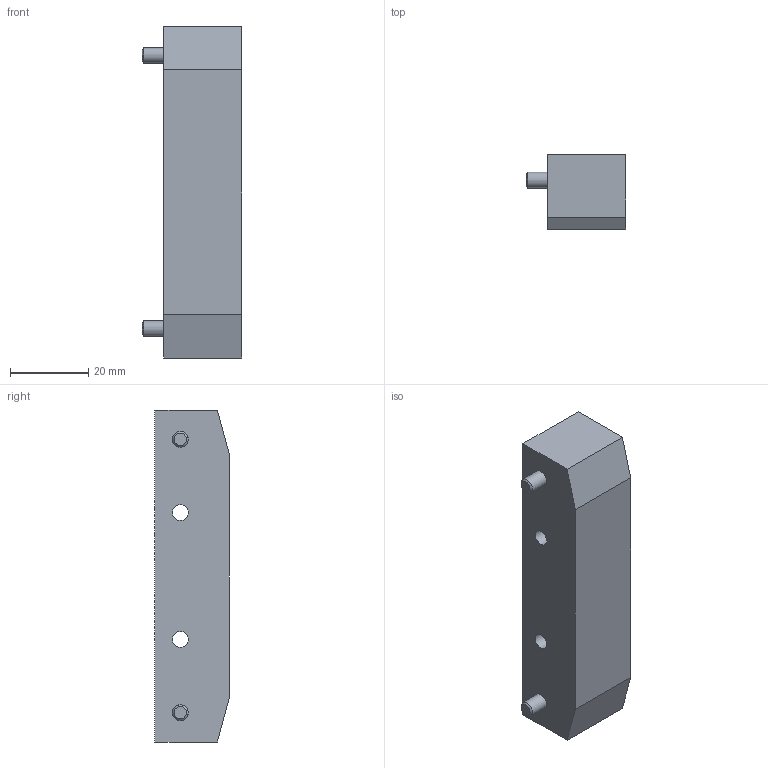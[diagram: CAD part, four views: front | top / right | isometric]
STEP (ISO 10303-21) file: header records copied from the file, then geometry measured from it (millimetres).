
FILE_DESCRIPTION(/* description */ (''),/* implementation_level */ '2;1');
FILE_NAME(/* name */ 'CAD_43256.stp',/* time_stamp */ '2016-03-19T11:19:50+01:00',/* author */ ('Hypex'),/* organization */ ('Hypex'),/* preprocessor_version */ 'ST-DEVELOPER v16.1',/* originating_system */ 'Autodesk Inventor 2016',/* authorisation */ '');
FILE_SCHEMA (('AUTOMOTIVE_DESIGN { 1 0 10303 214 3 1 1 }'));
Length unit declared in the file: millimetre
Products named in the file (1): CAD_43256
Bounding box: 25.5 x 19 x 85 mm (x, y, z)
Volume: 30526.3 mm3; surface area: 9174.2 mm2
Topology: 1 solids, 1 shells, 48 faces, 104 edges, 66 vertices
Faces by surface type: plane 28, cylinder 12, torus 4, cone 4
Full cylindrical faces by diameter (mm): 4 x2, 4.1 x4, 7 x2, 8 x4
Entity records: 1245 total; most frequent: CARTESIAN_POINT 219, DIRECTION 196, ORIENTED_EDGE 164, EDGE_CURVE 82, EDGE_LOOP 80, AXIS2_PLACEMENT_3D 77, VERTEX_POINT 64, FACE_OUTER_BOUND 48
